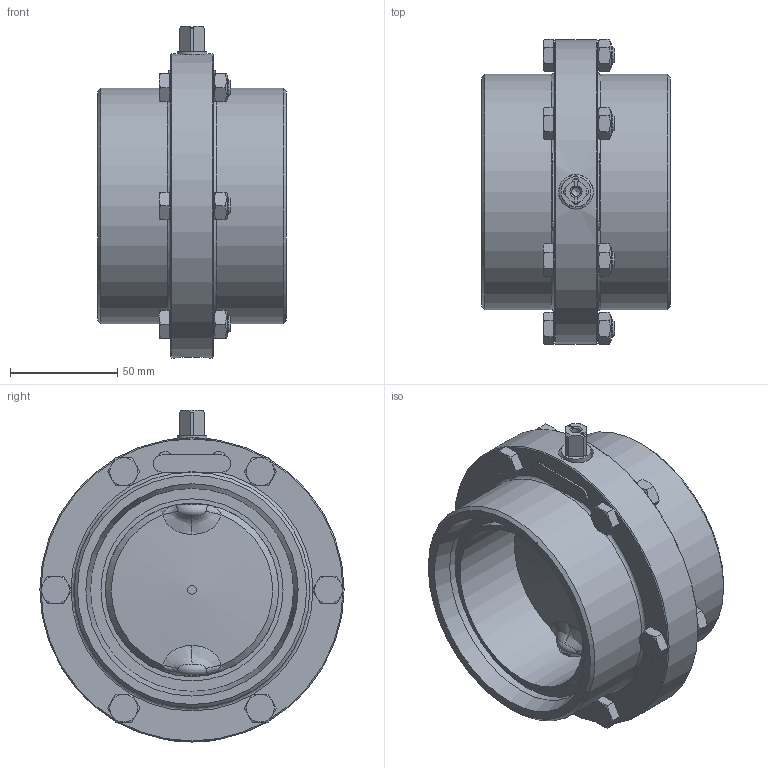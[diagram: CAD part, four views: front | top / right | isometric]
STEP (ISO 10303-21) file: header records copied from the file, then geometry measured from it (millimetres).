
FILE_DESCRIPTION((''),'2;1');
FILE_NAME('55540080XX30.stp','2010-11-23T12:21:36',('Creator'),(''),'Autodesk Inventor 2010','Autodesk Inventor 2010','');
FILE_SCHEMA(('AUTOMOTIVE_DESIGN { 1 0 10303 214 1 1 1 1 }'));
Length unit declared in the file: millimetre
Products named in the file (1): 55540080XX30
Bounding box: 88 x 142.51 x 155 mm (x, y, z)
Volume: 413385.8 mm3; surface area: 106886.4 mm2
Topology: 1 solids, 9 shells, 312 faces, 741 edges, 473 vertices
Faces by surface type: plane 154, cone 76, cylinder 58, bspline 18, torus 6
Full cylindrical faces by diameter (mm): 4.134 x1, 7.2 x6, 7.323 x6, 8 x12, 8.5 x6, 11.4 x6, 14 x2, 16.2 x2, 81 x2, 85 x2, 94.8 x2, 110 x2, 142 x1
Entity records: 10285 total; most frequent: CARTESIAN_POINT 4002, ORIENTED_EDGE 1240, DIRECTION 1228, EDGE_CURVE 620, AXIS2_PLACEMENT_3D 534, EDGE_LOOP 452, VERTEX_POINT 440, FACE_OUTER_BOUND 311
